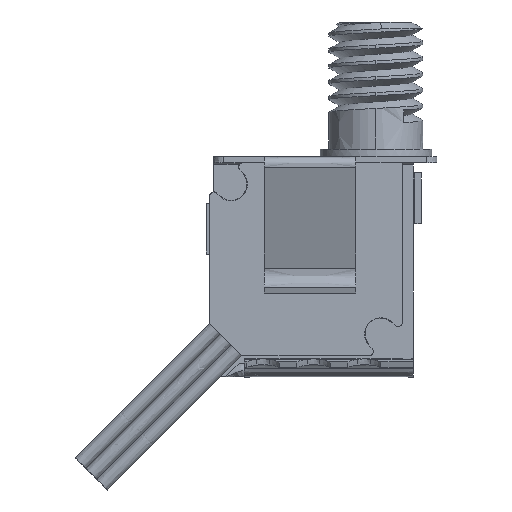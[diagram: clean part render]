
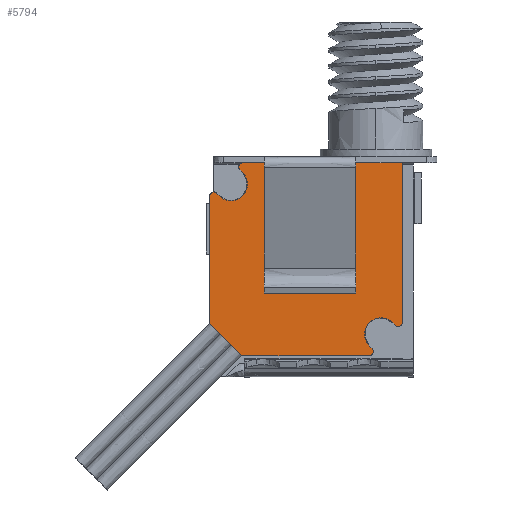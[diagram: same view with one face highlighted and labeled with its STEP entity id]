
A CAD part, front view. The second image highlights one B-rep face of the part: STEP entity #5794.
In plain terms, the highlighted free-form (B-spline) face has degree [1, 1] with [2, 2] control points.
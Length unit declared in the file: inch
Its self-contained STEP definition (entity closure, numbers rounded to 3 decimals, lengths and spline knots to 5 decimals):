
#637=DIRECTION('',(0.,1.,0.));
#638=VECTOR('',#637,0.20272);
#639=CARTESIAN_POINT('',(0.38,0.112,0.155));
#640=LINE('',#639,#638);
#644=DIRECTION('',(0.,1.,0.));
#645=VECTOR('',#644,0.112);
#646=CARTESIAN_POINT('',(0.38,0.,0.155));
#647=LINE('',#646,#645);
#651=DIRECTION('',(1.,0.,0.));
#652=VECTOR('',#651,0.31472);
#653=CARTESIAN_POINT('',(0.06528,0.,0.155));
#654=LINE('',#653,#652);
#658=DIRECTION('',(0.707,0.707,0.));
#659=VECTOR('',#658,0.00739);
#660=CARTESIAN_POINT('',(0.05962,0.01366,0.155));
#661=LINE('',#660,#659);
#665=DIRECTION('',(-0.707,-0.707,0.));
#666=VECTOR('',#665,0.00739);
#667=CARTESIAN_POINT('',(0.01888,0.06484,0.155));
#668=LINE('',#667,#666);
#672=DIRECTION('',(0.,-1.,0.));
#673=VECTOR('',#672,0.25108);
#674=CARTESIAN_POINT('',(0.,0.31636,0.155));
#675=LINE('',#674,#673);
#679=DIRECTION('',(0.707,0.707,0.));
#680=VECTOR('',#679,0.09);
#681=CARTESIAN_POINT('',(0.,0.31636,0.155));
#682=LINE('',#681,#680);
#686=DIRECTION('',(-1.,0.,0.));
#687=VECTOR('',#686,0.25108);
#688=CARTESIAN_POINT('',(0.31472,0.38,0.155));
#689=LINE('',#688,#687);
#693=DIRECTION('',(-0.707,-0.707,0.));
#694=VECTOR('',#693,0.00739);
#695=CARTESIAN_POINT('',(0.32038,0.36634,0.155));
#696=LINE('',#695,#694);
#700=DIRECTION('',(0.707,0.707,0.));
#701=VECTOR('',#700,0.00739);
#702=CARTESIAN_POINT('',(0.36112,0.31516,0.155));
#703=LINE('',#702,#701);
#3468=CARTESIAN_POINT('',(0.372,0.31472,0.155));
#3469=DIRECTION('',(0.,0.,1.));
#3470=DIRECTION('',(1.,0.,0.));
#3471=AXIS2_PLACEMENT_3D('',#3468,#3469,#3470);
#3509=CARTESIAN_POINT('',(0.33814,0.33814,0.155));
#3510=DIRECTION('',(0.,0.,-1.));
#3511=DIRECTION('',(0.707,-0.707,0.));
#3512=AXIS2_PLACEMENT_3D('',#3509,#3510,#3511);
#3538=CARTESIAN_POINT('',(0.31472,0.372,0.155));
#3539=DIRECTION('',(0.,0.,1.));
#3540=DIRECTION('',(0.707,-0.707,0.));
#3541=AXIS2_PLACEMENT_3D('',#3538,#3539,#3540);
#3890=CARTESIAN_POINT('',(0.008,0.06528,0.155));
#3891=DIRECTION('',(0.,0.,1.));
#3892=DIRECTION('',(-1.,0.,0.));
#3893=AXIS2_PLACEMENT_3D('',#3890,#3891,#3892);
#3919=CARTESIAN_POINT('',(0.04186,0.04186,0.155));
#3920=DIRECTION('',(0.,0.,-1.));
#3921=DIRECTION('',(-0.707,0.707,0.));
#3922=AXIS2_PLACEMENT_3D('',#3919,#3920,#3921);
#3948=CARTESIAN_POINT('',(0.06528,0.008,0.155));
#3949=DIRECTION('',(0.,0.,1.));
#3950=DIRECTION('',(-0.707,0.707,0.));
#3951=AXIS2_PLACEMENT_3D('',#3948,#3949,#3950);
#4634=CARTESIAN_POINT('',(0.,0.31636,0.155));
#4635=CARTESIAN_POINT('',(0.06364,0.38,0.155));
#4636=VERTEX_POINT('',#4634);
#4637=VERTEX_POINT('',#4635);
#4638=CARTESIAN_POINT('',(0.36112,0.31516,0.155));
#4639=CARTESIAN_POINT('',(0.31516,0.36112,0.155));
#4640=VERTEX_POINT('',#4638);
#4641=VERTEX_POINT('',#4639);
#4642=CARTESIAN_POINT('',(0.01888,0.06484,0.155));
#4643=CARTESIAN_POINT('',(0.06484,0.01888,0.155));
#4644=VERTEX_POINT('',#4642);
#4645=VERTEX_POINT('',#4643);
#4646=CARTESIAN_POINT('',(0.31472,0.38,0.155));
#4648=VERTEX_POINT('',#4646);
#4650=CARTESIAN_POINT('',(0.32038,0.36634,0.155));
#4651=VERTEX_POINT('',#4650);
#4652=CARTESIAN_POINT('',(0.,0.06528,0.155));
#4653=CARTESIAN_POINT('',(0.01366,0.05962,0.155));
#4654=VERTEX_POINT('',#4652);
#4655=VERTEX_POINT('',#4653);
#4656=CARTESIAN_POINT('',(0.05962,0.01366,0.155));
#4657=CARTESIAN_POINT('',(0.06528,0.,0.155));
#4658=VERTEX_POINT('',#4656);
#4659=VERTEX_POINT('',#4657);
#4660=CARTESIAN_POINT('',(0.36634,0.32038,0.155));
#4661=VERTEX_POINT('',#4660);
#4662=CARTESIAN_POINT('',(0.38,0.,0.155));
#4663=VERTEX_POINT('',#4662);
#4934=CARTESIAN_POINT('',(0.38,0.112,0.155));
#4935=CARTESIAN_POINT('',(0.38,0.31472,0.155));
#4936=VERTEX_POINT('',#4934);
#4937=VERTEX_POINT('',#4935);
#5757=CARTESIAN_POINT('',(-0.0076,-0.0076,0.155));
#5758=CARTESIAN_POINT('',(-0.0076,0.3876,0.155));
#5759=CARTESIAN_POINT('',(0.3876,-0.0076,0.155));
#5760=CARTESIAN_POINT('',(0.3876,0.3876,0.155));
#5761=B_SPLINE_SURFACE_WITH_KNOTS('',1,1,((#5757,#5758),(#5759,#5760)),
.UNSPECIFIED.,.F.,.F.,.F.,(2,2),(2,2),(-0.0076,0.3876),(-0.0076,0.3876),
.UNSPECIFIED.);
#5762=ORIENTED_EDGE('',*,*,#5703,.F.);
#5764=ORIENTED_EDGE('',*,*,#5763,.F.);
#5765=ORIENTED_EDGE('',*,*,#5691,.F.);
#5767=ORIENTED_EDGE('',*,*,#5766,.F.);
#5769=ORIENTED_EDGE('',*,*,#5768,.T.);
#5771=ORIENTED_EDGE('',*,*,#5770,.F.);
#5773=ORIENTED_EDGE('',*,*,#5772,.T.);
#5775=ORIENTED_EDGE('',*,*,#5774,.F.);
#5777=ORIENTED_EDGE('',*,*,#5776,.F.);
#5779=ORIENTED_EDGE('',*,*,#5778,.T.);
#5781=ORIENTED_EDGE('',*,*,#5780,.F.);
#5783=ORIENTED_EDGE('',*,*,#5782,.F.);
#5785=ORIENTED_EDGE('',*,*,#5784,.T.);
#5787=ORIENTED_EDGE('',*,*,#5786,.F.);
#5789=ORIENTED_EDGE('',*,*,#5788,.T.);
#5791=ORIENTED_EDGE('',*,*,#5790,.F.);
#5792=EDGE_LOOP('',(#5762,#5764,#5765,#5767,#5769,#5771,#5773,#5775,#5777,#5779,
#5781,#5783,#5785,#5787,#5789,#5791));
#5793=FACE_OUTER_BOUND('',#5792,.F.);
#5794=ADVANCED_FACE('',(#5793),#5761,.T.);
#3472=CIRCLE('',#3471,0.008);
#3513=CIRCLE('',#3512,0.0325);
#3542=CIRCLE('',#3541,0.008);
#3894=CIRCLE('',#3893,0.008);
#3923=CIRCLE('',#3922,0.0325);
#3952=CIRCLE('',#3951,0.008);
#5691=EDGE_CURVE('',#4659,#4663,#654,.T.);
#5703=EDGE_CURVE('',#4936,#4937,#640,.T.);
#5763=EDGE_CURVE('',#4663,#4936,#647,.T.);
#5766=EDGE_CURVE('',#4658,#4659,#3952,.T.);
#5768=EDGE_CURVE('',#4658,#4645,#661,.T.);
#5770=EDGE_CURVE('',#4644,#4645,#3923,.T.);
#5772=EDGE_CURVE('',#4644,#4655,#668,.T.);
#5774=EDGE_CURVE('',#4654,#4655,#3894,.T.);
#5776=EDGE_CURVE('',#4636,#4654,#675,.T.);
#5778=EDGE_CURVE('',#4636,#4637,#682,.T.);
#5780=EDGE_CURVE('',#4648,#4637,#689,.T.);
#5782=EDGE_CURVE('',#4651,#4648,#3542,.T.);
#5784=EDGE_CURVE('',#4651,#4641,#696,.T.);
#5786=EDGE_CURVE('',#4640,#4641,#3513,.T.);
#5788=EDGE_CURVE('',#4640,#4661,#703,.T.);
#5790=EDGE_CURVE('',#4937,#4661,#3472,.T.);
